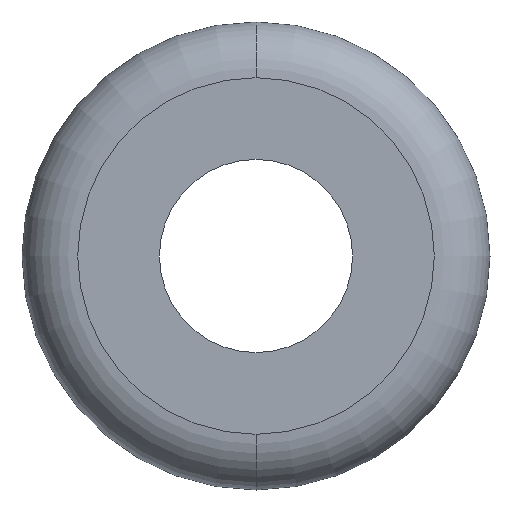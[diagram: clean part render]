
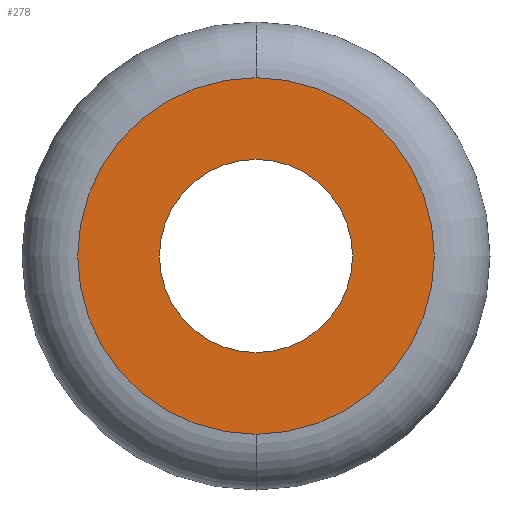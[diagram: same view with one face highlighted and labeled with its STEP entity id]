
A CAD part, front view. The second image highlights one B-rep face of the part: STEP entity #278.
In plain terms, the highlighted planar face has unit normal (0, -1, 0).
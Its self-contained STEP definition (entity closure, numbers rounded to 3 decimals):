
#2 = DIRECTION ( 'NONE',  ( 0., -1., 0. ) ) ;
#4 = ORIENTED_EDGE ( 'NONE', *, *, #167, .F. ) ;
#8 = DIRECTION ( 'NONE',  ( 0., 0., -1. ) ) ;
#24 = CIRCLE ( 'NONE', #311, 2.6 ) ;
#32 = DIRECTION ( 'NONE',  ( 0., 0., -1. ) ) ;
#36 = DIRECTION ( 'NONE',  ( 0., -1., 0. ) ) ;
#43 = DIRECTION ( 'NONE',  ( 0., -1., 0. ) ) ;
#57 = ORIENTED_EDGE ( 'NONE', *, *, #303, .T. ) ;
#58 = CIRCLE ( 'NONE', #281, 4.8 ) ;
#84 = FACE_BOUND ( 'NONE', #298, .T. ) ;
#112 = VERTEX_POINT ( 'NONE', #329 ) ;
#128 = AXIS2_PLACEMENT_3D ( 'NONE', #419, #2, #251 ) ;
#140 = EDGE_CURVE ( 'NONE', #468, #228, #24, .T. ) ;
#167 = EDGE_CURVE ( 'NONE', #228, #468, #188, .T. ) ;
#188 = CIRCLE ( 'NONE', #320, 2.6 ) ;
#214 = DIRECTION ( 'NONE',  ( 0., 0., -1. ) ) ;
#228 = VERTEX_POINT ( 'NONE', #504 ) ;
#238 = CARTESIAN_POINT ( 'NONE',  ( 0., 20., 0. ) ) ;
#251 = DIRECTION ( 'NONE',  ( 0., 0., -1. ) ) ;
#260 = ORIENTED_EDGE ( 'NONE', *, *, #262, .T. ) ;
#262 = EDGE_CURVE ( 'NONE', #532, #112, #498, .T. ) ;
#278 = ADVANCED_FACE ( 'NONE', ( #295, #84 ), #469, .T. ) ;
#281 = AXIS2_PLACEMENT_3D ( 'NONE', #372, #382, #8 ) ;
#295 = FACE_OUTER_BOUND ( 'NONE', #508, .T. ) ;
#298 = EDGE_LOOP ( 'NONE', ( #450, #4 ) ) ;
#303 = EDGE_CURVE ( 'NONE', #112, #532, #58, .T. ) ;
#311 = AXIS2_PLACEMENT_3D ( 'NONE', #453, #36, #32 ) ;
#320 = AXIS2_PLACEMENT_3D ( 'NONE', #238, #321, #449 ) ;
#321 = DIRECTION ( 'NONE',  ( 0., -1., 0. ) ) ;
#329 = CARTESIAN_POINT ( 'NONE',  ( 0., 20., -4.8 ) ) ;
#353 = CARTESIAN_POINT ( 'NONE',  ( 0., 20., 4.8 ) ) ;
#372 = CARTESIAN_POINT ( 'NONE',  ( 0., 20., 0. ) ) ;
#382 = DIRECTION ( 'NONE',  ( 0., -1., 0. ) ) ;
#419 = CARTESIAN_POINT ( 'NONE',  ( 0., 20., 0. ) ) ;
#422 = CARTESIAN_POINT ( 'NONE',  ( 2.6, 20., 0. ) ) ;
#440 = CARTESIAN_POINT ( 'NONE',  ( 0., 20., -2.6 ) ) ;
#449 = DIRECTION ( 'NONE',  ( 0., 0., -1. ) ) ;
#450 = ORIENTED_EDGE ( 'NONE', *, *, #140, .F. ) ;
#453 = CARTESIAN_POINT ( 'NONE',  ( 0., 20., 0. ) ) ;
#468 = VERTEX_POINT ( 'NONE', #440 ) ;
#469 = PLANE ( 'NONE',  #531 ) ;
#498 = CIRCLE ( 'NONE', #128, 4.8 ) ;
#504 = CARTESIAN_POINT ( 'NONE',  ( 0., 20., 2.6 ) ) ;
#508 = EDGE_LOOP ( 'NONE', ( #57, #260 ) ) ;
#531 = AXIS2_PLACEMENT_3D ( 'NONE', #422, #43, #214 ) ;
#532 = VERTEX_POINT ( 'NONE', #353 ) ;
